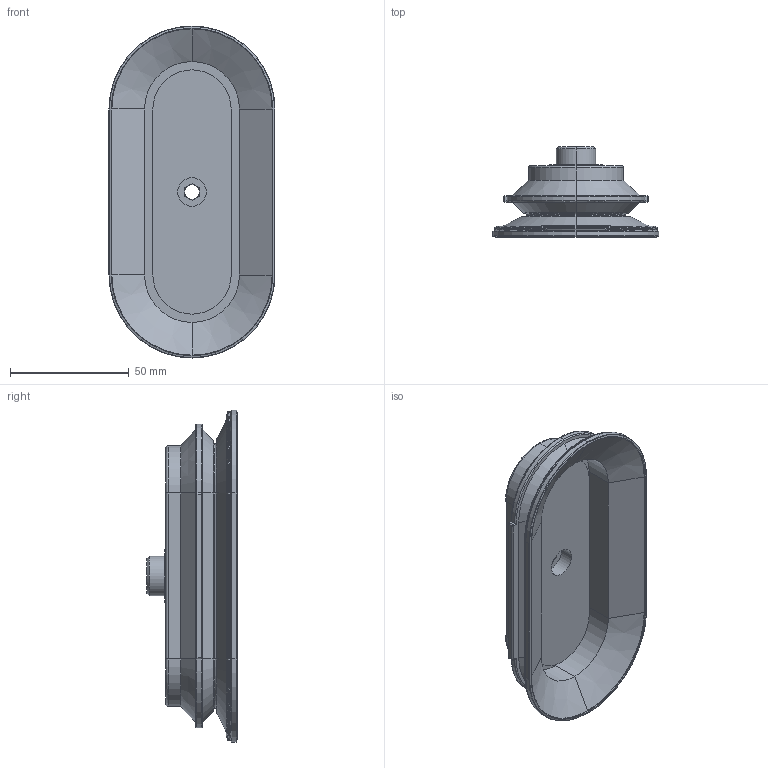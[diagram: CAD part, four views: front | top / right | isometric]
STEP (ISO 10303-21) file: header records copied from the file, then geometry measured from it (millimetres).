
FILE_DESCRIPTION(('STEP AP214'),'1');
FILE_NAME('COVAL_COBC70140M38G.stp','2017-12-27T16:16:20',('TraceParts'),('TraceParts S.A.'),'Spatial InterOp 3D',' ',' ');
FILE_SCHEMA(('automotive_design'));
Length unit declared in the file: millimetre
Products named in the file (1): COVAL_COBC70140M38G
Bounding box: 70 x 38 x 140 mm (x, y, z)
Volume: 85078.9 mm3; surface area: 33925.9 mm2
Topology: 1 solids, 1 shells, 269 faces, 597 edges, 336 vertices
Faces by surface type: plane 92, cylinder 66, cone 46, torus 40, bspline 17, sphere 8
Entity records: 11311 total; most frequent: CARTESIAN_POINT 3258, DIRECTION 1281, ORIENTED_EDGE 1178, EDGE_CURVE 589, AXIS2_PLACEMENT_3D 481, VERTEX_POINT 336, LINE 319, VECTOR 319
